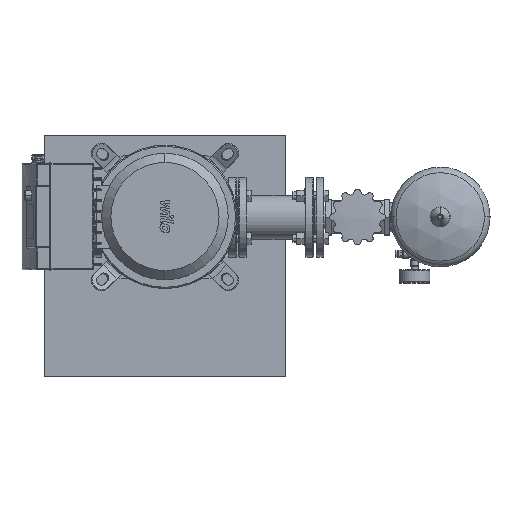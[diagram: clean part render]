
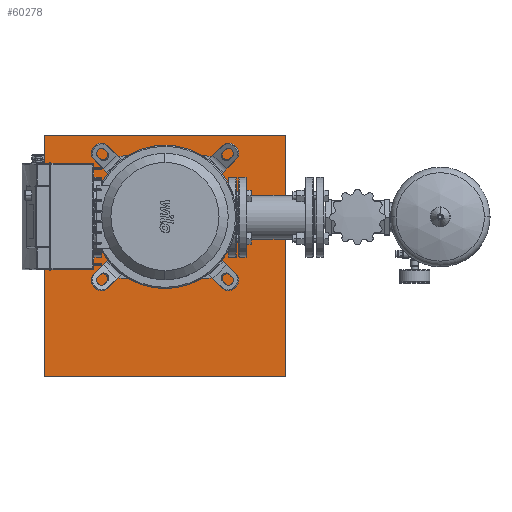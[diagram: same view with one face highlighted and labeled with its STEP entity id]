
A CAD part, top view. The second image highlights one B-rep face of the part: STEP entity #60278.
In plain terms, the highlighted planar face has unit normal (0, 0, 1).
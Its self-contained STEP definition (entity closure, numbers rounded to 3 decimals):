
#60239=CARTESIAN_POINT('',(-250.0,0.0,125.0));
#60240=DIRECTION('',(0.0,0.0,1.0));
#60241=DIRECTION('',(0.0,-1.0,0.0));
#60242=AXIS2_PLACEMENT_3D('',#60239,#60240,#60241);
#60243=PLANE('',#60242);
#60244=CARTESIAN_POINT('',(250.0,-250.0,125.));
#60245=VERTEX_POINT('',#60244);
#60246=CARTESIAN_POINT('',(250.0,250.0,125.));
#60247=VERTEX_POINT('',#60246);
#60248=CARTESIAN_POINT('',(250.0,-250.0,125.));
#60249=DIRECTION('',(0.0,1.0,0.0));
#60250=VECTOR('',#60249,500.0);
#60251=LINE('',#60248,#60250);
#60252=EDGE_CURVE('',#60245,#60247,#60251,.T.);
#60253=ORIENTED_EDGE('',*,*,#60252,.T.);
#60254=CARTESIAN_POINT('',(-250.0,250.0,125.));
#60255=VERTEX_POINT('',#60254);
#60256=CARTESIAN_POINT('',(-250.0,250.0,125.));
#60257=DIRECTION('',(1.0,0.0,0.0));
#60258=VECTOR('',#60257,500.0);
#60259=LINE('',#60256,#60258);
#60260=EDGE_CURVE('',#60255,#60247,#60259,.T.);
#60261=ORIENTED_EDGE('',*,*,#60260,.F.);
#60262=CARTESIAN_POINT('',(-250.0,-250.0,125.));
#60263=VERTEX_POINT('',#60262);
#60264=CARTESIAN_POINT('',(-250.0,250.0,125.));
#60265=DIRECTION('',(0.0,-1.0,0.0));
#60266=VECTOR('',#60265,500.0);
#60267=LINE('',#60264,#60266);
#60268=EDGE_CURVE('',#60255,#60263,#60267,.T.);
#60269=ORIENTED_EDGE('',*,*,#60268,.T.);
#60270=CARTESIAN_POINT('',(-250.0,-250.0,125.));
#60271=DIRECTION('',(1.0,0.0,0.0));
#60272=VECTOR('',#60271,500.0);
#60273=LINE('',#60270,#60272);
#60274=EDGE_CURVE('',#60263,#60245,#60273,.T.);
#60275=ORIENTED_EDGE('',*,*,#60274,.T.);
#60276=EDGE_LOOP('',(#60253,#60261,#60269,#60275));
#60277=FACE_OUTER_BOUND('',#60276,.T.);
#60278=ADVANCED_FACE('',(#60277),#60243,.T.);
